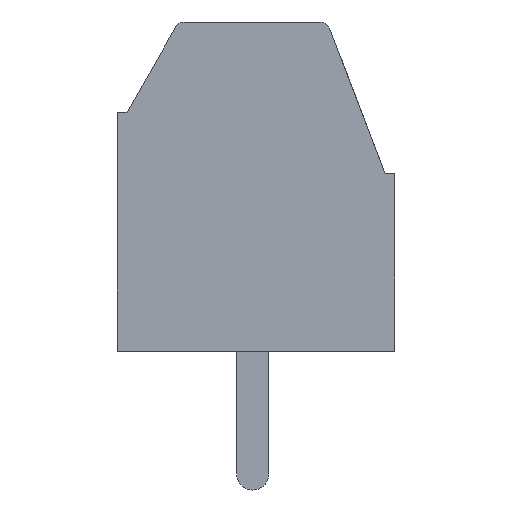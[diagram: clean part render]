
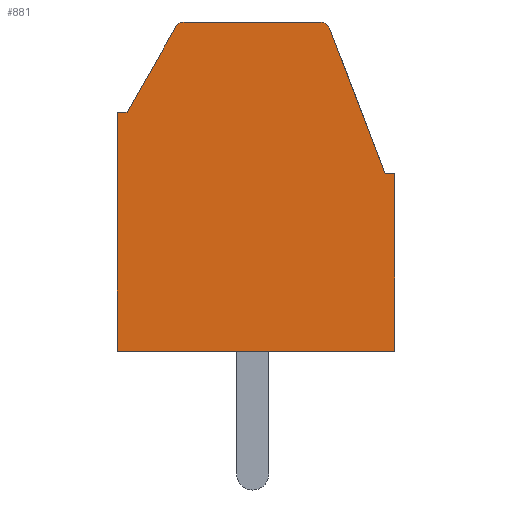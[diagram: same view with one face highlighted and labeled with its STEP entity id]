
A CAD part, front view. The second image highlights one B-rep face of the part: STEP entity #881.
In plain terms, the highlighted planar face has unit normal (0, -1, 0).
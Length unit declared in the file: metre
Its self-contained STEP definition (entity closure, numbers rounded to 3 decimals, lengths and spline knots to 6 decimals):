
#881=ADVANCED_FACE('',(#1810),#1811,.F.);
#1810=FACE_OUTER_BOUND('',#2746,.T.);
#1811=PLANE('',#2747);
#2746=EDGE_LOOP('',(#5383,#5384,#5385,#5386,#5387,#5388,#5389,#5390,#5391,#5392));
#2747=AXIS2_PLACEMENT_3D('',#5393,#5394,#5395);
#5383=ORIENTED_EDGE('',*,*,#6279,.T.);
#5384=ORIENTED_EDGE('',*,*,#5634,.F.);
#5385=ORIENTED_EDGE('',*,*,#6298,.T.);
#5386=ORIENTED_EDGE('',*,*,#6301,.F.);
#5387=ORIENTED_EDGE('',*,*,#6304,.F.);
#5388=ORIENTED_EDGE('',*,*,#6319,.F.);
#5389=ORIENTED_EDGE('',*,*,#6329,.F.);
#5390=ORIENTED_EDGE('',*,*,#6284,.F.);
#5391=ORIENTED_EDGE('',*,*,#6281,.F.);
#5392=ORIENTED_EDGE('',*,*,#5645,.F.);
#5393=CARTESIAN_POINT('',(-0.1,-0.03067,-0.0003));
#5394=DIRECTION('',(0.,1.0,0.));
#5395=DIRECTION('',(-1.0,0.,0.));
#5634=EDGE_CURVE('',#6766,#6768,#6769,.T.);
#5645=EDGE_CURVE('',#6787,#6789,#6790,.T.);
#6279=EDGE_CURVE('',#6787,#6768,#7741,.T.);
#6281=EDGE_CURVE('',#6789,#7743,#7744,.T.);
#6284=EDGE_CURVE('',#7743,#7747,#7748,.T.);
#6298=EDGE_CURVE('',#6766,#7765,#7767,.T.);
#6301=EDGE_CURVE('',#7769,#7765,#7771,.T.);
#6304=EDGE_CURVE('',#7773,#7769,#7775,.T.);
#6319=EDGE_CURVE('',#7798,#7773,#7800,.T.);
#6329=EDGE_CURVE('',#7747,#7798,#7813,.T.);
#6766=VERTEX_POINT('',#8430);
#6768=VERTEX_POINT('',#8433);
#6769=LINE('',#8434,#8435);
#6787=VERTEX_POINT('',#8455);
#6789=VERTEX_POINT('',#8458);
#6790=LINE('',#8459,#8460);
#7741=CIRCLE('',#9846,0.0003);
#7743=VERTEX_POINT('',#9848);
#7744=LINE('',#9849,#9850);
#7747=VERTEX_POINT('',#9854);
#7748=LINE('',#9855,#9856);
#7765=VERTEX_POINT('',#9884);
#7767=CIRCLE('',#9887,0.0003);
#7769=VERTEX_POINT('',#9889);
#7771=LINE('',#9892,#9893);
#7773=VERTEX_POINT('',#9895);
#7775=LINE('',#9898,#9899);
#7798=VERTEX_POINT('',#9934);
#7800=LINE('',#9937,#9938);
#7813=LINE('',#9959,#9960);
#8430=CARTESIAN_POINT('',(-0.1,-0.03067,0.));
#8433=CARTESIAN_POINT('',(-0.095781,-0.03067,0.));
#8434=CARTESIAN_POINT('',(-0.095781,-0.03067,0.));
#8435=VECTOR('',#10546,1.0);
#8455=CARTESIAN_POINT('',(-0.0955,-0.03067,-0.000193));
#8458=CARTESIAN_POINT('',(-0.093778,-0.03067,-0.0047));
#8459=CARTESIAN_POINT('',(-0.093778,-0.03067,-0.0047));
#8460=VECTOR('',#10568,1.0);
#9846=AXIS2_PLACEMENT_3D('',#11116,#11117,#11118);
#9848=CARTESIAN_POINT('',(-0.093478,-0.03067,-0.0047));
#9849=CARTESIAN_POINT('',(-0.093478,-0.03067,-0.0047));
#9850=VECTOR('',#11119,1.0);
#9854=CARTESIAN_POINT('',(-0.093478,-0.03067,-0.0102));
#9855=CARTESIAN_POINT('',(-0.093478,-0.03067,-0.0102));
#9856=VECTOR('',#11121,1.0);
#9884=CARTESIAN_POINT('',(-0.10026,-0.03067,-0.000151));
#9887=AXIS2_PLACEMENT_3D('',#11134,#11135,#11136);
#9889=CARTESIAN_POINT('',(-0.101774,-0.03067,-0.0028));
#9892=CARTESIAN_POINT('',(-0.10026,-0.03067,-0.000151));
#9893=VECTOR('',#11138,1.0);
#9895=CARTESIAN_POINT('',(-0.102078,-0.03067,-0.0028));
#9898=CARTESIAN_POINT('',(-0.101774,-0.03067,-0.0028));
#9899=VECTOR('',#11140,1.0);
#9934=CARTESIAN_POINT('',(-0.102078,-0.03067,-0.0102));
#9937=CARTESIAN_POINT('',(-0.102078,-0.03067,-0.0095));
#9938=VECTOR('',#11154,1.0);
#9959=CARTESIAN_POINT('',(-0.102078,-0.03067,-0.0102));
#9960=VECTOR('',#11163,1.0);
#10546=DIRECTION('',(1.0,0.,0.));
#10568=DIRECTION('',(0.357,0.,-0.934));
#11116=CARTESIAN_POINT('',(-0.095781,-0.03067,-0.0003));
#11117=DIRECTION('',(0.,-1.0,0.));
#11118=DIRECTION('',(-1.0,0.,0.));
#11119=DIRECTION('',(1.0,0.,0.));
#11121=DIRECTION('',(0.,0.,-1.0));
#11134=CARTESIAN_POINT('',(-0.1,-0.03067,-0.0003));
#11135=DIRECTION('',(0.,-1.0,0.));
#11136=DIRECTION('',(-1.0,0.,0.));
#11138=DIRECTION('',(0.496,0.,0.868));
#11140=DIRECTION('',(1.0,0.,0.));
#11154=DIRECTION('',(0.,0.,1.0));
#11163=DIRECTION('',(-1.0,0.,0.));
